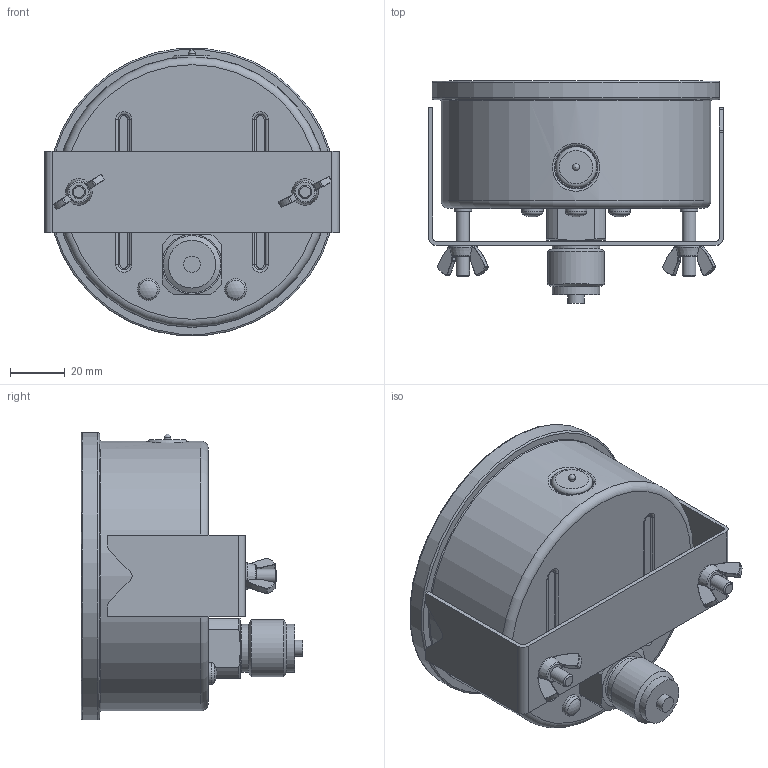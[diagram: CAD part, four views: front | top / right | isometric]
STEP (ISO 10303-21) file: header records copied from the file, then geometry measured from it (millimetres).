
FILE_DESCRIPTION(/* description */ (''),/* implementation_level */ '2;1');
FILE_NAME(/* name */ 'RF100Gly_D751_853XX751.stp',/* time_stamp */ '2018-01-25T11:44:01+01:00',/* author */ ('acgl'),/* organization */ (''),/* preprocessor_version */ 'ST-DEVELOPER v15.6',/* originating_system */ 'Autodesk Inventor 2015',/* authorisation */ '');
FILE_SCHEMA (('AUTOMOTIVE_DESIGN { 1 0 10303 214 3 1 1 }'));
Length unit declared in the file: centimetre
Products named in the file (1): RF100Gly_D751_853XX751
Bounding box: 108 x 81.4 x 105.4 mm (x, y, z)
Volume: 388483.9 mm3; surface area: 47878.5 mm2
Topology: 1 solids, 1 shells, 256 faces, 606 edges, 371 vertices
Faces by surface type: cylinder 94, torus 86, plane 52, cone 15, bspline 5, sphere 4
Full cylindrical faces by diameter (mm): 2.5 x1, 5 x4, 6 x1, 6.5 x2, 15 x1, 17.5 x2, 20.96 x1, 99 x1, 105.8 x1
Entity records: 7945 total; most frequent: CARTESIAN_POINT 1811, DIRECTION 1320, ORIENTED_EDGE 1132, AXIS2_PLACEMENT_3D 575, EDGE_CURVE 566, VERTEX_POINT 363, CIRCLE 323, EDGE_LOOP 309
